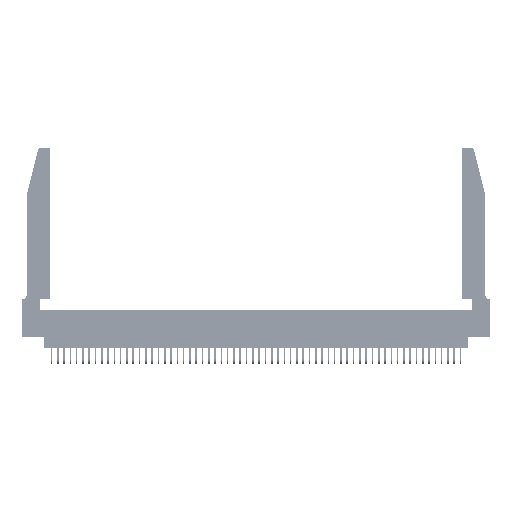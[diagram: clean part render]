
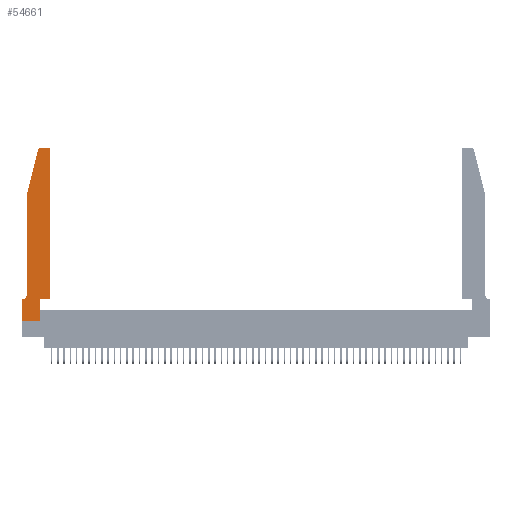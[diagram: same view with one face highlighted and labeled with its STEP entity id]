
A CAD part, top view. The second image highlights one B-rep face of the part: STEP entity #54661.
In plain terms, the highlighted planar face has unit normal (0, 0, 1).
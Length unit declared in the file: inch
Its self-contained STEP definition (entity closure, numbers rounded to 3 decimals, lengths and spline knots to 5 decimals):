
#173 = LINE ( 'NONE', #36141, #53496 ) ;
#341 = VERTEX_POINT ( 'NONE', #14209 ) ;
#903 = CARTESIAN_POINT ( 'NONE',  ( 0.4505, 2.72, 0.37 ) ) ;
#1597 = CARTESIAN_POINT ( 'NONE',  ( 0.0055, 0.42, 0.37 ) ) ;
#1991 = VECTOR ( 'NONE', #38004, 39.37008 ) ;
#3098 = VECTOR ( 'NONE', #5525, 39.37008 ) ;
#3701 = VERTEX_POINT ( 'NONE', #9522 ) ;
#3830 = VERTEX_POINT ( 'NONE', #14379 ) ;
#4677 = EDGE_LOOP ( 'NONE', ( #15443, #28007, #53459, #19097, #14082, #18392, #24068, #23682, #13086, #41801, #49783, #48064 ) ) ;
#4679 = LINE ( 'NONE', #33323, #1991 ) ;
#4975 = VERTEX_POINT ( 'NONE', #29773 ) ;
#5190 = CARTESIAN_POINT ( 'NONE',  ( 0., 0.35, 0.37 ) ) ;
#5340 = CARTESIAN_POINT ( 'NONE',  ( 0.0755, 2., 0.37 ) ) ;
#5525 = DIRECTION ( 'NONE',  ( -0.239, -0.971, 0. ) ) ;
#5657 = EDGE_CURVE ( 'NONE', #3830, #34350, #4679, .T. ) ;
#5870 = CARTESIAN_POINT ( 'NONE',  ( 0.0755, 0.35, 0.37 ) ) ;
#5882 = DIRECTION ( 'NONE',  ( 0., 0., -1. ) ) ;
#7175 = DIRECTION ( 'NONE',  ( 1., 0., 0. ) ) ;
#7440 = CARTESIAN_POINT ( 'NONE',  ( 0.0755, 0.42, 0.37 ) ) ;
#9148 = VERTEX_POINT ( 'NONE', #10442 ) ;
#9522 = CARTESIAN_POINT ( 'NONE',  ( 0.4505, 0.35, 0.37 ) ) ;
#9697 = PLANE ( 'NONE',  #16645 ) ;
#9815 = VERTEX_POINT ( 'NONE', #36798 ) ;
#10045 = LINE ( 'NONE', #5870, #20014 ) ;
#10442 = CARTESIAN_POINT ( 'NONE',  ( 0.0055, 0.35, 0.37 ) ) ;
#10558 = EDGE_CURVE ( 'NONE', #19648, #4975, #173, .T. ) ;
#11187 = VECTOR ( 'NONE', #38108, 39.37008 ) ;
#11424 = EDGE_CURVE ( 'NONE', #341, #31810, #41989, .T. ) ;
#13086 = ORIENTED_EDGE ( 'NONE', *, *, #10558, .T. ) ;
#13283 = CARTESIAN_POINT ( 'NONE',  ( 0.4205, 2.72, 0.37 ) ) ;
#14082 = ORIENTED_EDGE ( 'NONE', *, *, #35772, .T. ) ;
#14209 = CARTESIAN_POINT ( 'NONE',  ( 0.4205, 2.75, 0.37 ) ) ;
#14379 = CARTESIAN_POINT ( 'NONE',  ( 0.0755, 2., 0.37 ) ) ;
#15090 = DIRECTION ( 'NONE',  ( 0., 0., 1. ) ) ;
#15146 = DIRECTION ( 'NONE',  ( 0., 1., 0. ) ) ;
#15443 = ORIENTED_EDGE ( 'NONE', *, *, #11424, .T. ) ;
#16319 = CARTESIAN_POINT ( 'NONE',  ( 0.2605, 2.75, 0.37 ) ) ;
#16523 = CARTESIAN_POINT ( 'NONE',  ( 0.4505, 0.35, 0.37 ) ) ;
#16645 = AXIS2_PLACEMENT_3D ( 'NONE', #31761, #15090, #44972 ) ;
#17021 = DIRECTION ( 'NONE',  ( 0., 0., 1. ) ) ;
#17139 = FACE_OUTER_BOUND ( 'NONE', #4677, .T. ) ;
#18392 = ORIENTED_EDGE ( 'NONE', *, *, #23722, .T. ) ;
#18756 = VERTEX_POINT ( 'NONE', #5190 ) ;
#19097 = ORIENTED_EDGE ( 'NONE', *, *, #5657, .T. ) ;
#19563 = CARTESIAN_POINT ( 'NONE',  ( 0.2865, 0., 0.37 ) ) ;
#19648 = VERTEX_POINT ( 'NONE', #19563 ) ;
#19831 = LINE ( 'NONE', #16523, #11187 ) ;
#20014 = VECTOR ( 'NONE', #39907, 39.37008 ) ;
#20882 = LINE ( 'NONE', #26749, #33511 ) ;
#22021 = DIRECTION ( 'NONE',  ( 1., 0., 0. ) ) ;
#22717 = AXIS2_PLACEMENT_3D ( 'NONE', #34315, #17021, #49956 ) ;
#22935 = EDGE_CURVE ( 'NONE', #18756, #45949, #20882, .T. ) ;
#23352 = DIRECTION ( 'NONE',  ( -1., 0., 0. ) ) ;
#23682 = ORIENTED_EDGE ( 'NONE', *, *, #46009, .T. ) ;
#23722 = EDGE_CURVE ( 'NONE', #9148, #18756, #10045, .T. ) ;
#24068 = ORIENTED_EDGE ( 'NONE', *, *, #22935, .T. ) ;
#24073 = CARTESIAN_POINT ( 'NONE',  ( 0., 0., 0.37 ) ) ;
#25786 = LINE ( 'NONE', #26273, #26359 ) ;
#26273 = CARTESIAN_POINT ( 'NONE',  ( 0.4505, 0.35, 0.37 ) ) ;
#26359 = VECTOR ( 'NONE', #30136, 39.37008 ) ;
#26625 = LINE ( 'NONE', #24073, #34607 ) ;
#26749 = CARTESIAN_POINT ( 'NONE',  ( 0., 0., 0.37 ) ) ;
#27946 = VECTOR ( 'NONE', #33600, 39.37008 ) ;
#28007 = ORIENTED_EDGE ( 'NONE', *, *, #36029, .T. ) ;
#29773 = CARTESIAN_POINT ( 'NONE',  ( 0.2865, 0.35, 0.37 ) ) ;
#30136 = DIRECTION ( 'NONE',  ( 1., 0., 0. ) ) ;
#30780 = AXIS2_PLACEMENT_3D ( 'NONE', #13283, #47285, #22021 ) ;
#31010 = DIRECTION ( 'NONE',  ( 0., -1., 0. ) ) ;
#31761 = CARTESIAN_POINT ( 'NONE',  ( 0., 0.35, 0.37 ) ) ;
#31810 = VERTEX_POINT ( 'NONE', #37566 ) ;
#32060 = CARTESIAN_POINT ( 'NONE',  ( 0., 0., 0.37 ) ) ;
#33323 = CARTESIAN_POINT ( 'NONE',  ( 0.0755, 2., 0.37 ) ) ;
#33511 = VECTOR ( 'NONE', #31010, 39.37008 ) ;
#33600 = DIRECTION ( 'NONE',  ( -1., 0., 0. ) ) ;
#34315 = CARTESIAN_POINT ( 'NONE',  ( 0.284, 2.72, 0.37 ) ) ;
#34350 = VERTEX_POINT ( 'NONE', #7440 ) ;
#34607 = VECTOR ( 'NONE', #7175, 39.37008 ) ;
#34638 = CIRCLE ( 'NONE', #30780, 0.03 ) ;
#35515 = EDGE_CURVE ( 'NONE', #3701, #39289, #19831, .T. ) ;
#35772 = EDGE_CURVE ( 'NONE', #34350, #9148, #52486, .T. ) ;
#36029 = EDGE_CURVE ( 'NONE', #31810, #9815, #42493, .T. ) ;
#36141 = CARTESIAN_POINT ( 'NONE',  ( 0.2865, 0.35, 0.37 ) ) ;
#36798 = CARTESIAN_POINT ( 'NONE',  ( 0.25487, 2.72718, 0.37 ) ) ;
#37566 = CARTESIAN_POINT ( 'NONE',  ( 0.284, 2.75, 0.37 ) ) ;
#37571 = EDGE_CURVE ( 'NONE', #9815, #3830, #37734, .T. ) ;
#37734 = LINE ( 'NONE', #5340, #3098 ) ;
#38004 = DIRECTION ( 'NONE',  ( 0., -1., 0. ) ) ;
#38108 = DIRECTION ( 'NONE',  ( 0., 1., 0. ) ) ;
#39289 = VERTEX_POINT ( 'NONE', #903 ) ;
#39907 = DIRECTION ( 'NONE',  ( -1., 0., 0. ) ) ;
#41801 = ORIENTED_EDGE ( 'NONE', *, *, #43752, .T. ) ;
#41989 = LINE ( 'NONE', #16319, #27946 ) ;
#42493 = CIRCLE ( 'NONE', #22717, 0.03 ) ;
#42656 = AXIS2_PLACEMENT_3D ( 'NONE', #1597, #5882, #23352 ) ;
#43752 = EDGE_CURVE ( 'NONE', #4975, #3701, #25786, .T. ) ;
#44972 = DIRECTION ( 'NONE',  ( 1., 0., 0. ) ) ;
#45949 = VERTEX_POINT ( 'NONE', #32060 ) ;
#46009 = EDGE_CURVE ( 'NONE', #45949, #19648, #26625, .T. ) ;
#47285 = DIRECTION ( 'NONE',  ( 0., 0., 1. ) ) ;
#48064 = ORIENTED_EDGE ( 'NONE', *, *, #52094, .T. ) ;
#49783 = ORIENTED_EDGE ( 'NONE', *, *, #35515, .T. ) ;
#49956 = DIRECTION ( 'NONE',  ( 1., 0., 0. ) ) ;
#52094 = EDGE_CURVE ( 'NONE', #39289, #341, #34638, .T. ) ;
#52486 = CIRCLE ( 'NONE', #42656, 0.07 ) ;
#53459 = ORIENTED_EDGE ( 'NONE', *, *, #37571, .T. ) ;
#53496 = VECTOR ( 'NONE', #15146, 39.37008 ) ;
#54661 = ADVANCED_FACE ( 'NONE', ( #17139 ), #9697, .T. ) ;
